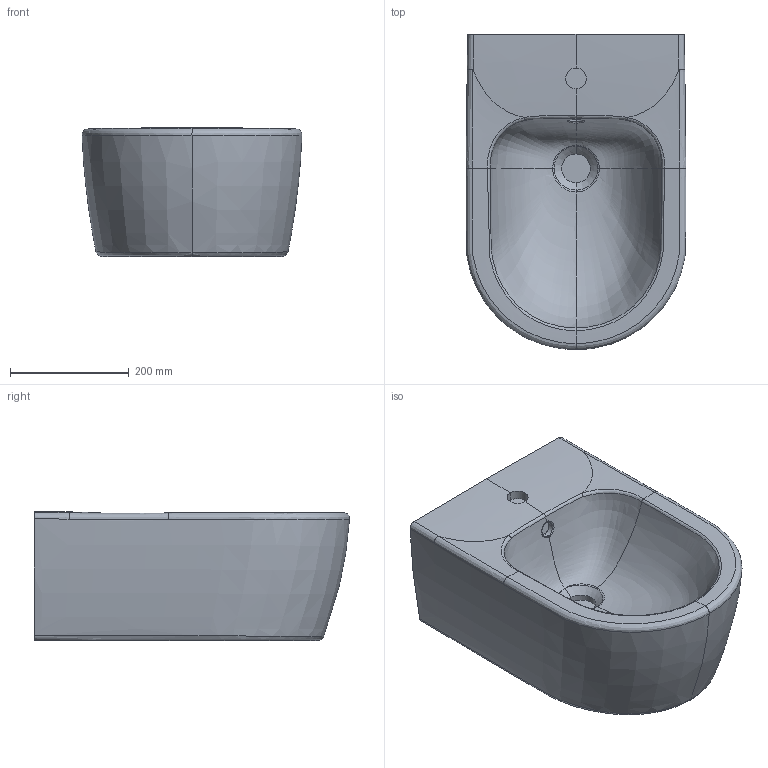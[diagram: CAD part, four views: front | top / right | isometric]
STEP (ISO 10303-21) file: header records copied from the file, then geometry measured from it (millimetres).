
FILE_DESCRIPTION(/* description */ (''),/* implementation_level */ '2;1');
FILE_NAME(/* name */ '540500_Avento_WBD.stp',/* time_stamp */ '2019-03-13T09:30:06+01:00',/* author */ (''),/* organization */ (''),/* preprocessor_version */ 'ST-DEVELOPER v16',/* originating_system */ 'SIEMENS PLM Software NX 10.0',/* authorisation */ '');
FILE_SCHEMA (('AUTOMOTIVE_DESIGN { 1 0 10303 214 3 1 1 1 }'));
Length unit declared in the file: millimetre
Products named in the file (1): Sier18D045B4aj9e
Bounding box: 369.95 x 529.98 x 217 mm (x, y, z)
Volume: 28181078.9 mm3; surface area: 720273.3 mm2
Topology: 1 solids, 1 shells, 49 faces, 108 edges, 61 vertices
Faces by surface type: bspline 37, cylinder 6, plane 4, cone 2
Entity records: 14800 total; most frequent: CARTESIAN_POINT 14010, ORIENTED_EDGE 216, EDGE_CURVE 108, B_SPLINE_CURVE_WITH_KNOTS 68, DIRECTION 64, VERTEX_POINT 61, ADVANCED_FACE 49, FACE_OUTER_BOUND 49
